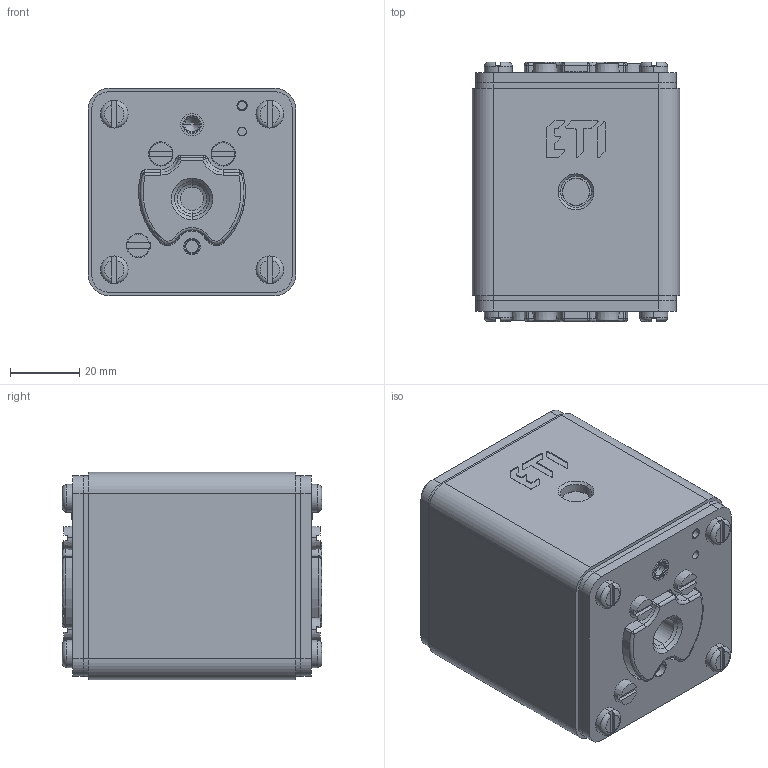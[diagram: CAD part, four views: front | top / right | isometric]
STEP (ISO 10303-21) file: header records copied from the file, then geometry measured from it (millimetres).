
FILE_DESCRIPTION((''),'2;1');
FILE_NAME('NH2G_1000V_ASM','2021-09-01T',('said.beganovic'),('Audax d.o.o.'),'CREO PARAMETRIC BY PTC INC, 2017020','CREO PARAMETRIC BY PTC INC, 2017020','');
FILE_SCHEMA(('AUTOMOTIVE_DESIGN { 1 0 10303 214 1 1 1 1 }'));
Length unit declared in the file: millimetre
Products named in the file (10): 0000031924; 0000029905; 0000030695; 0000048483; 0000037877; 0000011580; 0000011599; 0000015360; 0000037876; NH2G_1000V_ASM
Assembly tree (26 placements, depth 2):
  NH2G_1000V_ASM
    0000031924
    0000029905  x2
    0000030695  x2
    0000048483  x2
    0000037877
    0000011580  x2
    0000011599  x2
    0000015360  x8
    0000037876  x6
Bounding box: 60 x 75 x 60 mm (x, y, z)
Volume: 255235 mm3; surface area: 63314 mm2
Topology: 26 solids, 50 shells, 975 faces, 2308 edges, 1428 vertices
Faces by surface type: cylinder 423, plane 236, torus 160, cone 100, bspline 56
Entity records: 24980 total; most frequent: CARTESIAN_POINT 4665, DIRECTION 2593, ORIENTED_EDGE 2152, PRESENTATION_STYLE_ASSIGNMENT 1580, STYLED_ITEM 1529, CURVE_STYLE 1104, EDGE_CURVE 1104, AXIS2_PLACEMENT_3D 1094
